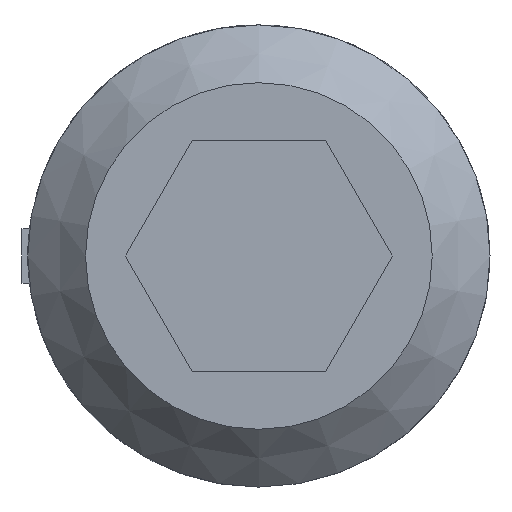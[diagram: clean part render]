
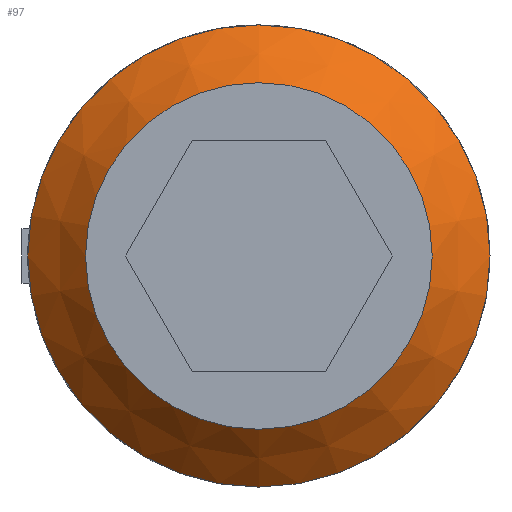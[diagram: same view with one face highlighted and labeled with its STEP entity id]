
A CAD part, left-side view. The second image highlights one B-rep face of the part: STEP entity #97.
In plain terms, the highlighted conical face has half-angle 45 degrees and reference radius 3 mm.
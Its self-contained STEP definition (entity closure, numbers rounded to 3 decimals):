
#97 = ADVANCED_FACE( '', ( #204, #205 ), #206, .T. );
#204 = FACE_OUTER_BOUND( '', #314, .T. );
#205 = FACE_BOUND( '', #315, .T. );
#206 = CONICAL_SURFACE( '', #316, 3., 0.785 );
#314 = EDGE_LOOP( '', ( #522 ) );
#315 = EDGE_LOOP( '', ( #523 ) );
#316 = AXIS2_PLACEMENT_3D( '', #524, #525, #526 );
#522 = ORIENTED_EDGE( '', *, *, #676, .F. );
#523 = ORIENTED_EDGE( '', *, *, #622, .T. );
#524 = CARTESIAN_POINT( '', ( 0., 0., 0. ) );
#525 = DIRECTION( '', ( 1., 0., 0. ) );
#526 = DIRECTION( '', ( 0., 0., -1. ) );
#622 = EDGE_CURVE( '', #735, #735, #736, .T. );
#676 = EDGE_CURVE( '', #814, #814, #815, .T. );
#735 = VERTEX_POINT( '', #889 );
#736 = CIRCLE( '', #890, 3. );
#814 = VERTEX_POINT( '', #1004 );
#815 = CIRCLE( '', #1005, 4. );
#889 = CARTESIAN_POINT( '', ( 0., 0., -3. ) );
#890 = AXIS2_PLACEMENT_3D( '', #1052, #1053, #1054 );
#1004 = CARTESIAN_POINT( '', ( 1., 0., -4. ) );
#1005 = AXIS2_PLACEMENT_3D( '', #1106, #1107, #1108 );
#1052 = CARTESIAN_POINT( '', ( 0., 0., 0. ) );
#1053 = DIRECTION( '', ( 1., 0., 0. ) );
#1054 = DIRECTION( '', ( 0., 0., -1. ) );
#1106 = CARTESIAN_POINT( '', ( 1., 0., 0. ) );
#1107 = DIRECTION( '', ( 1., 0., 0. ) );
#1108 = DIRECTION( '', ( 0., 0., -1. ) );
